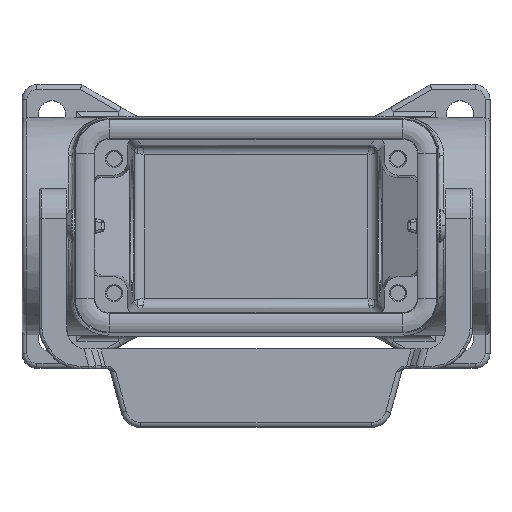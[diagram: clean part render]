
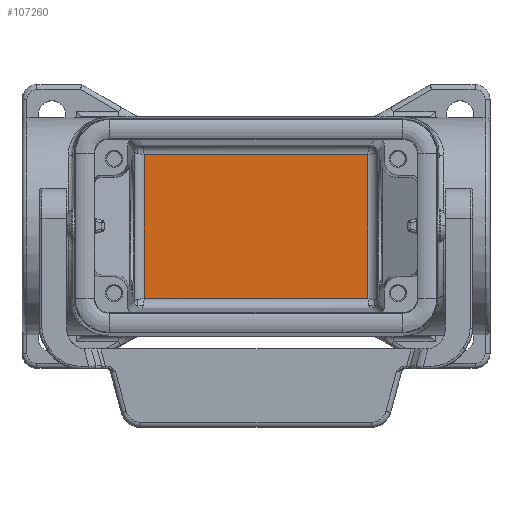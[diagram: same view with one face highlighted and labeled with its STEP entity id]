
A CAD part, top view. The second image highlights one B-rep face of the part: STEP entity #107260.
In plain terms, the highlighted face is planar.
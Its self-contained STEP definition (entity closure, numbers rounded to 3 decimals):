
#42420=CARTESIAN_POINT('',(18.745,47.697,67.));
#42430=VERTEX_POINT('',#42420);
#42460=CARTESIAN_POINT('',(0.,47.697,67.));
#42470=DIRECTION('',(1.,0.,0.));
#42480=VECTOR('',#42470,1.);
#42490=LINE('',#42460,#42480);
#42500=CARTESIAN_POINT('',(63.637,47.697,67.));
#42510=VERTEX_POINT('',#42500);
#42520=EDGE_CURVE('',#42430,#42510,#42490,.T.);
#66100=CARTESIAN_POINT('',(18.745,0.,67.));
#66110=DIRECTION('',(0.,1.,0.));
#66120=VECTOR('',#66110,1.);
#66130=LINE('',#66100,#66120);
#66140=CARTESIAN_POINT('',(18.745,18.805,67.));
#66150=VERTEX_POINT('',#66140);
#66160=EDGE_CURVE('',#66150,#42430,#66130,.T.);
#72450=CARTESIAN_POINT('',(63.637,0.,67.));
#72460=DIRECTION('',(0.,1.,0.));
#72470=VECTOR('',#72460,1.);
#72480=LINE('',#72450,#72470);
#72490=CARTESIAN_POINT('',(63.637,18.805,67.));
#72500=VERTEX_POINT('',#72490);
#72510=EDGE_CURVE('',#72500,#42510,#72480,.T.);
#75680=CARTESIAN_POINT('',(0.,18.805,67.));
#75690=DIRECTION('',(-1.,0.,0.));
#75700=VECTOR('',#75690,1.);
#75710=LINE('',#75680,#75700);
#75720=EDGE_CURVE('',#72500,#66150,#75710,.T.);
#107150=CARTESIAN_POINT('',(0.,0.,
67.));
#107160=DIRECTION('',(0.,0.,1.));
#107170=DIRECTION('',(1.,0.,0.));
#107180=AXIS2_PLACEMENT_3D('',#107150,#107160,#107170);
#107190=PLANE('',#107180);
#107200=ORIENTED_EDGE('',*,*,#66160,.T.);
#107210=ORIENTED_EDGE('',*,*,#75720,.T.);
#107220=ORIENTED_EDGE('',*,*,#72510,.F.);
#107230=ORIENTED_EDGE('',*,*,#42520,.T.);
#107240=EDGE_LOOP('',(#107230,#107220,#107210,#107200));
#107250=FACE_OUTER_BOUND('',#107240,.T.);
#107260=ADVANCED_FACE('',(#107250),#107190,.F.);
